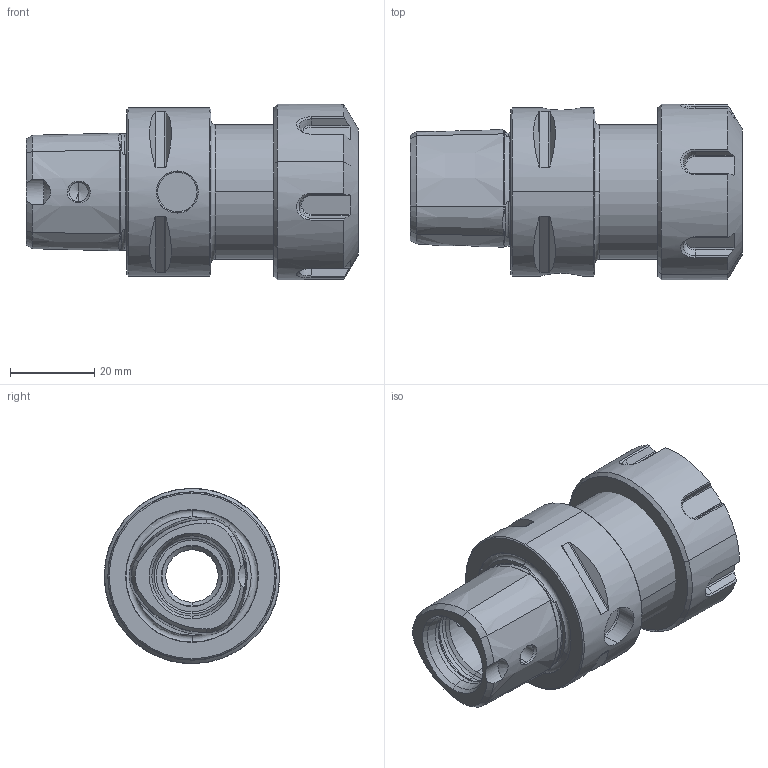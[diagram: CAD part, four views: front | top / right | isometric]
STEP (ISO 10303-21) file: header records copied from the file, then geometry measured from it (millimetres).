
FILE_DESCRIPTION (( 'STEP AP203' ), '1' );
FILE_NAME ('PS4.E25.So1.055.STEP', '2024-08-27T09:02:45', ( '' ), ( '' ), 'SwSTEP 2.0', 'SolidWorks 2022', '' );
FILE_SCHEMA (( 'CONFIG_CONTROL_DESIGN' ));
Length unit declared in the file: millimetre
Products named in the file (3): PS4-E25.So1.055_A_Fertigbearbeitung; E25-ER1.001.020; PS4.E25.So1.055
Assembly tree (2 placements, depth 2):
  PS4.E25.So1.055
    PS4-E25.So1.055_A_Fertigbearbeitung
    E25-ER1.001.020
Bounding box: 79 x 41.7 x 41.7 mm (x, y, z)
Volume: 50837.1 mm3; surface area: 19174.6 mm2
Topology: 2 solids, 2 shells, 243 faces, 582 edges, 348 vertices
Faces by surface type: cone 80, plane 71, torus 48, cylinder 44
Entity records: 8273 total; most frequent: CARTESIAN_POINT 2478, DIRECTION 1162, ORIENTED_EDGE 1156, EDGE_CURVE 578, AXIS2_PLACEMENT_3D 480, VERTEX_POINT 348, EDGE_LOOP 258, ADVANCED_FACE 243
